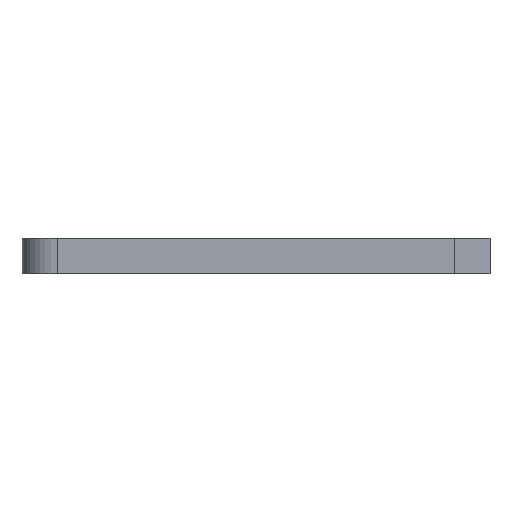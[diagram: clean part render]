
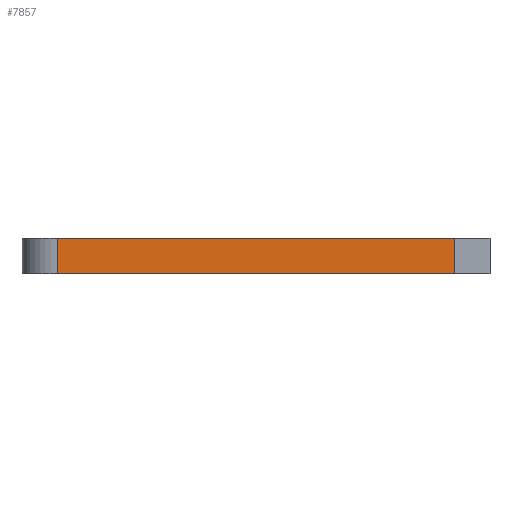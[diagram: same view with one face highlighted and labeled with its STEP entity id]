
A CAD part, left-side view. The second image highlights one B-rep face of the part: STEP entity #7857.
In plain terms, the highlighted planar face has unit normal (-1, 0, 0).
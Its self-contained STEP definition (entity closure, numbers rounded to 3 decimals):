
#118 = VERTEX_POINT ( 'NONE', #7877 ) ;
#153 = LINE ( 'NONE', #6193, #8598 ) ;
#380 = LINE ( 'NONE', #7075, #803 ) ;
#589 = CARTESIAN_POINT ( 'NONE',  ( 0., 0., 12.7 ) ) ;
#803 = VECTOR ( 'NONE', #968, 1000. ) ;
#968 = DIRECTION ( 'NONE',  ( 0., 0., -1. ) ) ;
#1028 = EDGE_CURVE ( 'NONE', #3559, #5081, #153, .T. ) ;
#1034 = FACE_OUTER_BOUND ( 'NONE', #7572, .T. ) ;
#2149 = DIRECTION ( 'NONE',  ( 0., -1., 0. ) ) ;
#3078 = CARTESIAN_POINT ( 'NONE',  ( 0., 0., 12.7 ) ) ;
#3530 = LINE ( 'NONE', #3078, #6267 ) ;
#3555 = LINE ( 'NONE', #3901, #4177 ) ;
#3559 = VERTEX_POINT ( 'NONE', #5552 ) ;
#3790 = DIRECTION ( 'NONE',  ( 0., -1., 0. ) ) ;
#3901 = CARTESIAN_POINT ( 'NONE',  ( 0., 142.3, 12.7 ) ) ;
#4049 = ORIENTED_EDGE ( 'NONE', *, *, #5086, .F. ) ;
#4177 = VECTOR ( 'NONE', #7256, 1000. ) ;
#4426 = CARTESIAN_POINT ( 'NONE',  ( 0., 0., 0. ) ) ;
#4692 = DIRECTION ( 'NONE',  ( 0., 0., -1. ) ) ;
#5081 = VERTEX_POINT ( 'NONE', #4426 ) ;
#5086 = EDGE_CURVE ( 'NONE', #6641, #5081, #380, .T. ) ;
#5175 = ORIENTED_EDGE ( 'NONE', *, *, #6454, .F. ) ;
#5196 = EDGE_CURVE ( 'NONE', #118, #3559, #3555, .T. ) ;
#5552 = CARTESIAN_POINT ( 'NONE',  ( 0., 142.3, 0. ) ) ;
#5691 = ORIENTED_EDGE ( 'NONE', *, *, #1028, .T. ) ;
#6104 = DIRECTION ( 'NONE',  ( 1., 0., 0. ) ) ;
#6193 = CARTESIAN_POINT ( 'NONE',  ( 0., 0., 0. ) ) ;
#6238 = AXIS2_PLACEMENT_3D ( 'NONE', #589, #6104, #4692 ) ;
#6267 = VECTOR ( 'NONE', #3790, 1000. ) ;
#6454 = EDGE_CURVE ( 'NONE', #118, #6641, #3530, .T. ) ;
#6641 = VERTEX_POINT ( 'NONE', #8657 ) ;
#7075 = CARTESIAN_POINT ( 'NONE',  ( 0., 0., 12.7 ) ) ;
#7256 = DIRECTION ( 'NONE',  ( 0., 0., -1. ) ) ;
#7572 = EDGE_LOOP ( 'NONE', ( #5175, #8029, #5691, #4049 ) ) ;
#7857 = ADVANCED_FACE ( 'NONE', ( #1034 ), #8711, .F. ) ;
#7877 = CARTESIAN_POINT ( 'NONE',  ( 0., 142.3, 12.7 ) ) ;
#8029 = ORIENTED_EDGE ( 'NONE', *, *, #5196, .T. ) ;
#8598 = VECTOR ( 'NONE', #2149, 1000. ) ;
#8657 = CARTESIAN_POINT ( 'NONE',  ( 0., 0., 12.7 ) ) ;
#8711 = PLANE ( 'NONE',  #6238 ) ;
